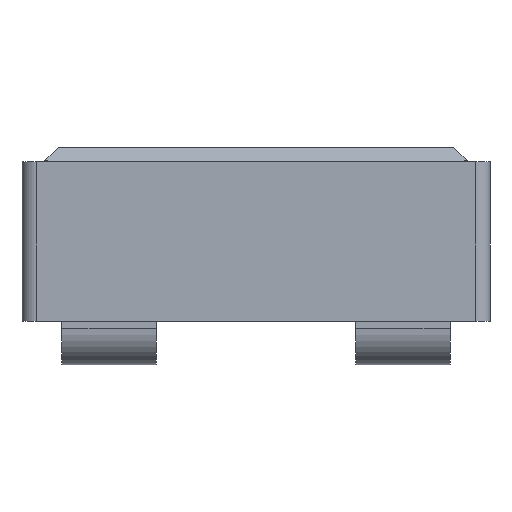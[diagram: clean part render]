
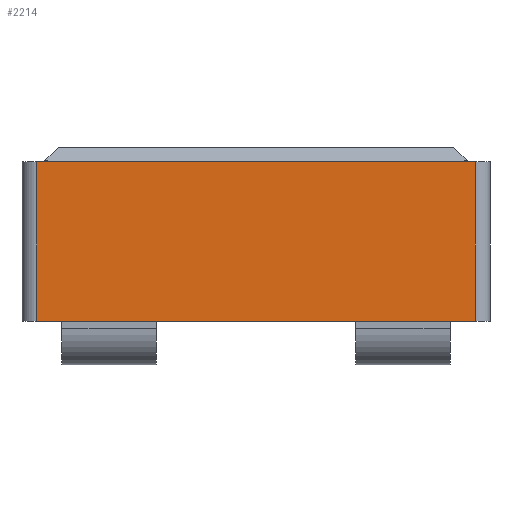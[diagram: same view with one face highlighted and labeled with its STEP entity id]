
A CAD part, left-side view. The second image highlights one B-rep face of the part: STEP entity #2214.
In plain terms, the highlighted planar face has unit normal (-1, 0, 0).
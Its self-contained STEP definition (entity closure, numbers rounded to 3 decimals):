
#1686 = VERTEX_POINT('',#1687);
#1687 = CARTESIAN_POINT('',(-3.325,3.025,2.8));
#1694 = EDGE_CURVE('',#1686,#1695,#1697,.T.);
#1695 = VERTEX_POINT('',#1696);
#1696 = CARTESIAN_POINT('',(-3.325,-3.025,2.8));
#1697 = LINE('',#1698,#1699);
#1698 = CARTESIAN_POINT('',(-3.325,3.225,2.8));
#1699 = VECTOR('',#1700,1.);
#1700 = DIRECTION('',(0.,-1.,0.));
#2114 = EDGE_CURVE('',#2115,#2117,#2119,.T.);
#2115 = VERTEX_POINT('',#2116);
#2116 = CARTESIAN_POINT('',(-3.325,-3.025,0.6));
#2117 = VERTEX_POINT('',#2118);
#2118 = CARTESIAN_POINT('',(-3.325,3.025,0.6));
#2119 = LINE('',#2120,#2121);
#2120 = CARTESIAN_POINT('',(-3.325,-3.225,0.6));
#2121 = VECTOR('',#2122,1.);
#2122 = DIRECTION('',(0.,1.,0.));
#2214 = ADVANCED_FACE('',(#2215),#2231,.T.);
#2215 = FACE_BOUND('',#2216,.T.);
#2216 = EDGE_LOOP('',(#2217,#2223,#2224,#2230));
#2217 = ORIENTED_EDGE('',*,*,#2218,.F.);
#2218 = EDGE_CURVE('',#1695,#2115,#2219,.T.);
#2219 = LINE('',#2220,#2221);
#2220 = CARTESIAN_POINT('',(-3.325,-3.025,3.));
#2221 = VECTOR('',#2222,1.);
#2222 = DIRECTION('',(0.,0.,-1.));
#2223 = ORIENTED_EDGE('',*,*,#1694,.F.);
#2224 = ORIENTED_EDGE('',*,*,#2225,.T.);
#2225 = EDGE_CURVE('',#1686,#2117,#2226,.T.);
#2226 = LINE('',#2227,#2228);
#2227 = CARTESIAN_POINT('',(-3.325,3.025,3.));
#2228 = VECTOR('',#2229,1.);
#2229 = DIRECTION('',(0.,0.,-1.));
#2230 = ORIENTED_EDGE('',*,*,#2114,.F.);
#2231 = PLANE('',#2232);
#2232 = AXIS2_PLACEMENT_3D('',#2233,#2234,#2235);
#2233 = CARTESIAN_POINT('',(-3.325,-3.225,3.));
#2234 = DIRECTION('',(-1.,0.,0.));
#2235 = DIRECTION('',(0.,-1.,0.));
